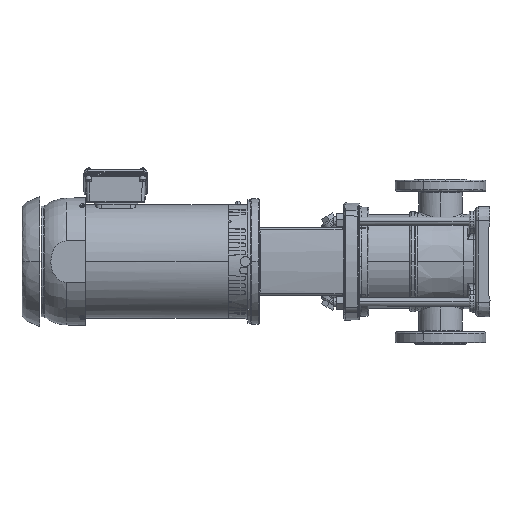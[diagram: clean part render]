
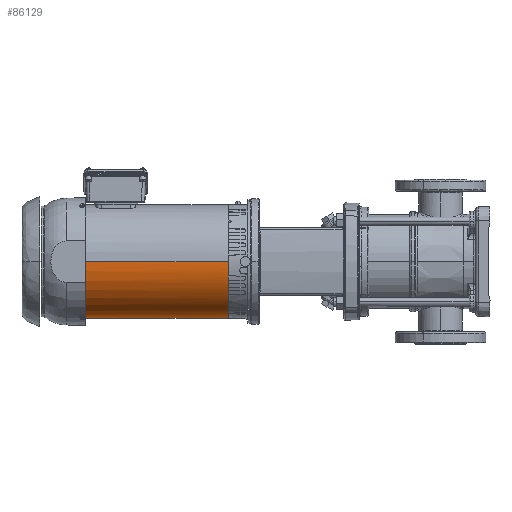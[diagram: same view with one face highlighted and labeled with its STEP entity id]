
A CAD part, left-side view. The second image highlights one B-rep face of the part: STEP entity #86129.
In plain terms, the highlighted cylindrical face has radius 103.05 mm (diameter 206.1 mm), a partial arc.
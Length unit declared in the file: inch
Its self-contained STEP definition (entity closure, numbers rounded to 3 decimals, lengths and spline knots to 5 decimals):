
#5819 = VECTOR ( 'NONE', #112441, 39.37008 ) ;
#11413 = DIRECTION ( 'NONE',  ( -1., 0., 0. ) ) ;
#21258 = VECTOR ( 'NONE', #144421, 39.37008 ) ;
#22082 = DIRECTION ( 'NONE',  ( -1., 0., 0. ) ) ;
#23446 = CARTESIAN_POINT ( 'NONE',  ( 5.44994, -0.69382, -4.05709 ) ) ;
#25199 = CIRCLE ( 'NONE', #123357, 4.05709 ) ;
#26582 = AXIS2_PLACEMENT_3D ( 'NONE', #67539, #11413, #114411 ) ;
#27785 = CIRCLE ( 'NONE', #32373, 4.05709 ) ;
#29141 = CARTESIAN_POINT ( 'NONE',  ( 32.53252, -4.7509, 0. ) ) ;
#32082 = DIRECTION ( 'NONE',  ( 0., 0., 1. ) ) ;
#32373 = AXIS2_PLACEMENT_3D ( 'NONE', #94654, #130024, #48582 ) ;
#35391 = ORIENTED_EDGE ( 'NONE', *, *, #147959, .F. ) ;
#36173 = EDGE_CURVE ( 'NONE', #61720, #120874, #122117, .T. ) ;
#36402 = ORIENTED_EDGE ( 'NONE', *, *, #36173, .F. ) ;
#42195 = CARTESIAN_POINT ( 'NONE',  ( -4.78629, -0.69382, -4.05709 ) ) ;
#48582 = DIRECTION ( 'NONE',  ( 0., 0., 1. ) ) ;
#52822 = ORIENTED_EDGE ( 'NONE', *, *, #145860, .F. ) ;
#61720 = VERTEX_POINT ( 'NONE', #144853 ) ;
#65568 = CARTESIAN_POINT ( 'NONE',  ( 32.53252, -0.69382, -4.05709 ) ) ;
#66126 = EDGE_LOOP ( 'NONE', ( #35391, #102721, #36402, #52822 ) ) ;
#67539 = CARTESIAN_POINT ( 'NONE',  ( 32.53252, -0.69382, 0. ) ) ;
#69809 = FACE_OUTER_BOUND ( 'NONE', #66126, .T. ) ;
#76324 = LINE ( 'NONE', #65568, #5819 ) ;
#76973 = EDGE_CURVE ( 'NONE', #117048, #120874, #25199, .T. ) ;
#86129 = ADVANCED_FACE ( 'NONE', ( #69809 ), #116670, .T. ) ;
#94654 = CARTESIAN_POINT ( 'NONE',  ( -4.78629, -0.69382, 0. ) ) ;
#102721 = ORIENTED_EDGE ( 'NONE', *, *, #76973, .T. ) ;
#110783 = VERTEX_POINT ( 'NONE', #42195 ) ;
#112441 = DIRECTION ( 'NONE',  ( -1., 0., 0. ) ) ;
#114411 = DIRECTION ( 'NONE',  ( 0., 0., 1. ) ) ;
#116670 = CYLINDRICAL_SURFACE ( 'NONE', #26582, 4.05709 ) ;
#117048 = VERTEX_POINT ( 'NONE', #23446 ) ;
#120874 = VERTEX_POINT ( 'NONE', #133389 ) ;
#122117 = LINE ( 'NONE', #29141, #21258 ) ;
#123357 = AXIS2_PLACEMENT_3D ( 'NONE', #137362, #22082, #32082 ) ;
#130024 = DIRECTION ( 'NONE',  ( -1., 0., 0. ) ) ;
#133389 = CARTESIAN_POINT ( 'NONE',  ( 5.44994, -4.7509, 0. ) ) ;
#137362 = CARTESIAN_POINT ( 'NONE',  ( 5.44994, -0.69382, 0. ) ) ;
#144421 = DIRECTION ( 'NONE',  ( 1., 0., 0. ) ) ;
#144853 = CARTESIAN_POINT ( 'NONE',  ( -4.78629, -4.7509, 0. ) ) ;
#145860 = EDGE_CURVE ( 'NONE', #110783, #61720, #27785, .T. ) ;
#147959 = EDGE_CURVE ( 'NONE', #117048, #110783, #76324, .T. ) ;
